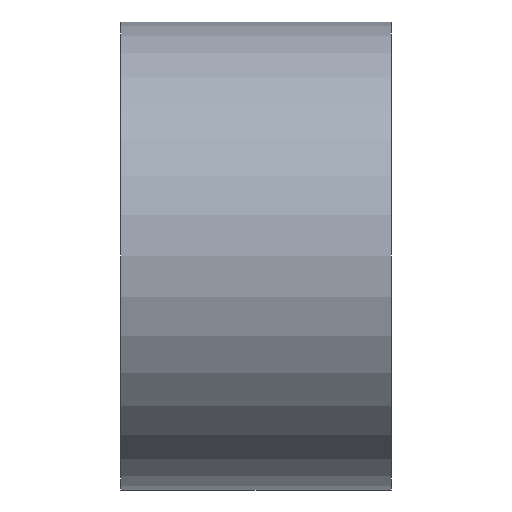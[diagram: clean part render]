
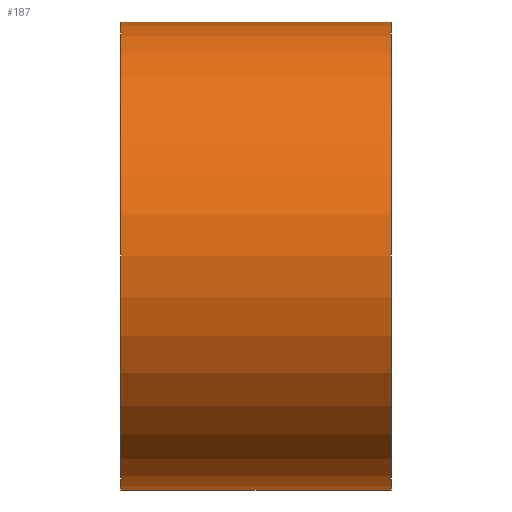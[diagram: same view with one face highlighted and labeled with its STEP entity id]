
A CAD part, left-side view. The second image highlights one B-rep face of the part: STEP entity #187.
In plain terms, the highlighted cylindrical face has radius 9.5 mm (diameter 19 mm), a partial arc.
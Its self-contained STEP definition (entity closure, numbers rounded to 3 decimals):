
#11 = CARTESIAN_POINT ( 'NONE',  ( 0., 12.575, 9.366 ) ) ;
#20 = VECTOR ( 'NONE', #72, 1000. ) ;
#26 = DIRECTION ( 'NONE',  ( 0., 0., 1. ) ) ;
#37 = LINE ( 'NONE', #175, #156 ) ;
#54 = EDGE_CURVE ( 'NONE', #244, #75, #176, .T. ) ;
#72 = DIRECTION ( 'NONE',  ( 0., 1., 0. ) ) ;
#74 = CARTESIAN_POINT ( 'NONE',  ( 0., 0., 9.366 ) ) ;
#75 = VERTEX_POINT ( 'NONE', #74 ) ;
#86 = CARTESIAN_POINT ( 'NONE',  ( 0., -11., -9.634 ) ) ;
#104 = DIRECTION ( 'NONE',  ( 0., 0., 1. ) ) ;
#105 = AXIS2_PLACEMENT_3D ( 'NONE', #288, #164, #104 ) ;
#141 = CARTESIAN_POINT ( 'NONE',  ( 0., -11., 9.366 ) ) ;
#142 = DIRECTION ( 'NONE',  ( 0., 0., 1. ) ) ;
#143 = FACE_OUTER_BOUND ( 'NONE', #334, .T. ) ;
#156 = VECTOR ( 'NONE', #359, 1000. ) ;
#159 = AXIS2_PLACEMENT_3D ( 'NONE', #241, #406, #142 ) ;
#164 = DIRECTION ( 'NONE',  ( 0., 1., 0. ) ) ;
#175 = CARTESIAN_POINT ( 'NONE',  ( 0., 12.575, -9.634 ) ) ;
#176 = CIRCLE ( 'NONE', #159, 9.5 ) ;
#182 = EDGE_CURVE ( 'NONE', #321, #75, #273, .T. ) ;
#187 = ADVANCED_FACE ( 'NONE', ( #143 ), #279, .T. ) ;
#215 = ORIENTED_EDGE ( 'NONE', *, *, #308, .F. ) ;
#233 = CARTESIAN_POINT ( 'NONE',  ( 0., -11., -0.134 ) ) ;
#235 = CARTESIAN_POINT ( 'NONE',  ( 0., 0., -9.634 ) ) ;
#240 = DIRECTION ( 'NONE',  ( 0., 1., 0. ) ) ;
#241 = CARTESIAN_POINT ( 'NONE',  ( 0., 0., -0.134 ) ) ;
#243 = CIRCLE ( 'NONE', #408, 9.5 ) ;
#244 = VERTEX_POINT ( 'NONE', #235 ) ;
#273 = LINE ( 'NONE', #11, #20 ) ;
#279 = CYLINDRICAL_SURFACE ( 'NONE', #105, 9.5 ) ;
#281 = ORIENTED_EDGE ( 'NONE', *, *, #182, .T. ) ;
#288 = CARTESIAN_POINT ( 'NONE',  ( 0., 12.575, -0.134 ) ) ;
#308 = EDGE_CURVE ( 'NONE', #339, #244, #37, .T. ) ;
#321 = VERTEX_POINT ( 'NONE', #141 ) ;
#334 = EDGE_LOOP ( 'NONE', ( #215, #352, #281, #409 ) ) ;
#339 = VERTEX_POINT ( 'NONE', #86 ) ;
#352 = ORIENTED_EDGE ( 'NONE', *, *, #369, .T. ) ;
#359 = DIRECTION ( 'NONE',  ( 0., 1., 0. ) ) ;
#369 = EDGE_CURVE ( 'NONE', #339, #321, #243, .T. ) ;
#406 = DIRECTION ( 'NONE',  ( 0., 1., 0. ) ) ;
#408 = AXIS2_PLACEMENT_3D ( 'NONE', #233, #240, #26 ) ;
#409 = ORIENTED_EDGE ( 'NONE', *, *, #54, .F. ) ;
